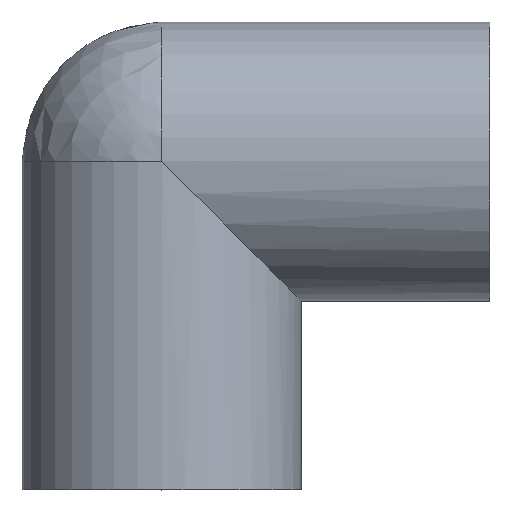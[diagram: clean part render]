
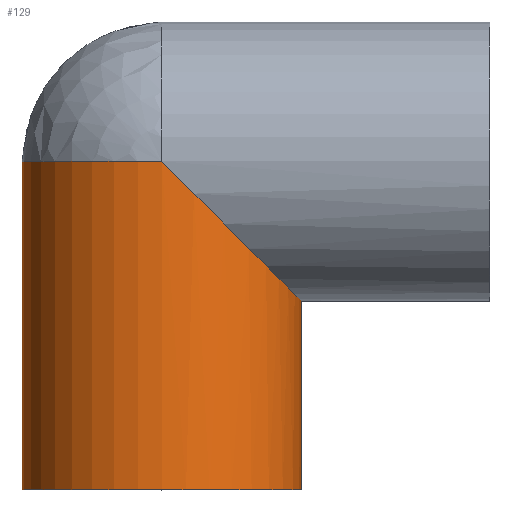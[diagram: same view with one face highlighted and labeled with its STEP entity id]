
A CAD part, top view. The second image highlights one B-rep face of the part: STEP entity #129.
In plain terms, the highlighted cylindrical face has radius 157.5 mm (diameter 315 mm), a partial arc.
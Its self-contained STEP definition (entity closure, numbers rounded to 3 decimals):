
#85 = VERTEX_POINT( '', #219 );
#93 = VERTEX_POINT( '', #228 );
#115 = VERTEX_POINT( '', #255 );
#123 = EDGE_CURVE( '', #115, #187, #265, .T. );
#125 = EDGE_CURVE( '', #161, #93, #267, .T. );
#129 = ADVANCED_FACE( '', ( #272 ), #273, .T. );
#145 = EDGE_CURVE( '', #115, #93, #289, .T. );
#147 = EDGE_CURVE( '', #161, #85, #291, .T. );
#161 = VERTEX_POINT( '', #305 );
#177 = EDGE_CURVE( '', #187, #85, #322, .T. );
#187 = VERTEX_POINT( '', #333 );
#219 = CARTESIAN_POINT( '', ( 157.5, 212.5, 0. ) );
#228 = CARTESIAN_POINT( '', ( -157.5, 0., 0. ) );
#255 = CARTESIAN_POINT( '', ( -157.5, 370., 0. ) );
#265 = CIRCLE( '', #415, 157.5 );
#267 = CIRCLE( '', #418, 157.5 );
#272 = FACE_OUTER_BOUND( '', #423, .T. );
#273 = CYLINDRICAL_SURFACE( '', #424, 157.5 );
#289 = LINE( '', #446, #447 );
#291 = LINE( '', #450, #451 );
#305 = CARTESIAN_POINT( '', ( 157.5, 0., 0. ) );
#322 = ELLIPSE( '', #490, 222.739, 157.5 );
#333 = CARTESIAN_POINT( '', ( 0., 370., 157.5 ) );
#415 = AXIS2_PLACEMENT_3D( '', #591, #592, #593 );
#418 = AXIS2_PLACEMENT_3D( '', #594, #595, #596 );
#423 = EDGE_LOOP( '', ( #607, #608, #609, #610, #611 ) );
#424 = AXIS2_PLACEMENT_3D( '', #612, #613, #614 );
#446 = CARTESIAN_POINT( '', ( -157.5, 185., 0. ) );
#447 = VECTOR( '', #625, 1. );
#450 = CARTESIAN_POINT( '', ( 157.5, 185., 0. ) );
#451 = VECTOR( '', #626, 1. );
#490 = AXIS2_PLACEMENT_3D( '', #656, #657, #658 );
#591 = CARTESIAN_POINT( '', ( 0., 370., 0. ) );
#592 = DIRECTION( '', ( 0., 1., 0. ) );
#593 = DIRECTION( '', ( 0., 0., -1. ) );
#594 = CARTESIAN_POINT( '', ( 0., 0., 0. ) );
#595 = DIRECTION( '', ( 0., -1., 0. ) );
#596 = DIRECTION( '', ( -1., 0., 0. ) );
#607 = ORIENTED_EDGE( '', *, *, #145, .T. );
#608 = ORIENTED_EDGE( '', *, *, #125, .F. );
#609 = ORIENTED_EDGE( '', *, *, #147, .T. );
#610 = ORIENTED_EDGE( '', *, *, #177, .F. );
#611 = ORIENTED_EDGE( '', *, *, #123, .F. );
#612 = CARTESIAN_POINT( '', ( 0., 185., 0. ) );
#613 = DIRECTION( '', ( 0., 1., 0. ) );
#614 = DIRECTION( '', ( -1., 0., 0. ) );
#625 = DIRECTION( '', ( 0., -1., 0. ) );
#626 = DIRECTION( '', ( 0., 1., 0. ) );
#656 = CARTESIAN_POINT( '', ( 0., 370., 0. ) );
#657 = DIRECTION( '', ( 0.707, 0.707, 0. ) );
#658 = DIRECTION( '', ( -0.707, 0.707, 0. ) );
